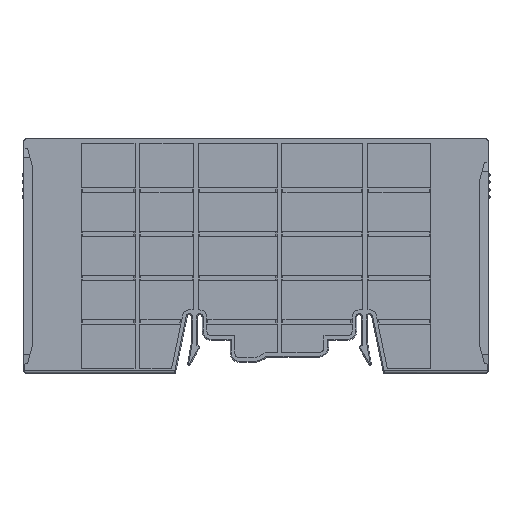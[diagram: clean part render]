
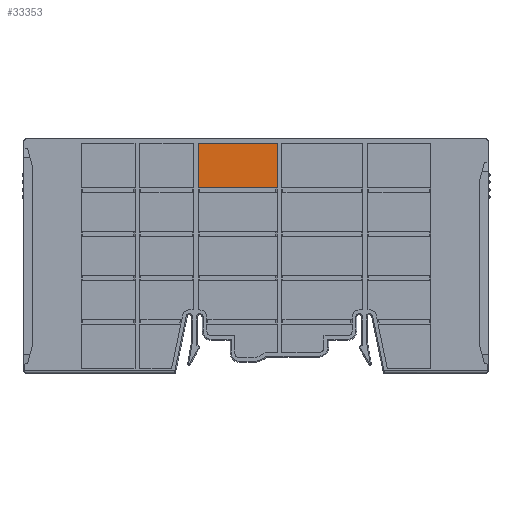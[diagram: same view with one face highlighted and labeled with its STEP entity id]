
A CAD part, top view. The second image highlights one B-rep face of the part: STEP entity #33353.
In plain terms, the highlighted planar face has unit normal (0, 0, 1).
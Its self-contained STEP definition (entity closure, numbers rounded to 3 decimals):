
#11690=DIRECTION('',(0.,-1.,0.));
#11691=VECTOR('',#11690,9.49);
#11692=CARTESIAN_POINT('',(-17.35,49.,1.3));
#11693=LINE('',#11692,#11691);
#11694=DIRECTION('',(-1.,0.,0.));
#11695=VECTOR('',#11694,16.85);
#11696=CARTESIAN_POINT('',(-0.5,49.,1.3));
#11697=LINE('',#11696,#11695);
#11698=DIRECTION('',(0.,-1.,0.));
#11699=VECTOR('',#11698,9.49);
#11700=CARTESIAN_POINT('',(-0.5,49.,1.3));
#11701=LINE('',#11700,#11699);
#11702=DIRECTION('',(1.,0.,0.));
#11703=VECTOR('',#11702,16.85);
#11704=CARTESIAN_POINT('',(-17.35,39.51,1.3));
#11705=LINE('',#11704,#11703);
#13034=CARTESIAN_POINT('',(-17.35,49.,1.3));
#13035=CARTESIAN_POINT('',(-17.35,39.51,1.3));
#13036=VERTEX_POINT('',#13034);
#13037=VERTEX_POINT('',#13035);
#13104=CARTESIAN_POINT('',(-0.5,39.51,1.3));
#13105=VERTEX_POINT('',#13104);
#13142=CARTESIAN_POINT('',(-0.5,49.,1.3));
#13143=VERTEX_POINT('',#13142);
#33338=CARTESIAN_POINT('',(0.,0.,1.3));
#33339=DIRECTION('',(0.,0.,1.));
#33340=DIRECTION('',(1.,0.,0.));
#33341=AXIS2_PLACEMENT_3D('',#33338,#33339,#33340);
#33342=PLANE('',#33341);
#33344=ORIENTED_EDGE('',*,*,#33343,.F.);
#33346=ORIENTED_EDGE('',*,*,#33345,.F.);
#33348=ORIENTED_EDGE('',*,*,#33347,.T.);
#33350=ORIENTED_EDGE('',*,*,#33349,.F.);
#33351=EDGE_LOOP('',(#33344,#33346,#33348,#33350));
#33352=FACE_OUTER_BOUND('',#33351,.F.);
#33353=ADVANCED_FACE('',(#33352),#33342,.T.);
#33343=EDGE_CURVE('',#13036,#13037,#11693,.T.);
#33345=EDGE_CURVE('',#13143,#13036,#11697,.T.);
#33347=EDGE_CURVE('',#13143,#13105,#11701,.T.);
#33349=EDGE_CURVE('',#13037,#13105,#11705,.T.);
